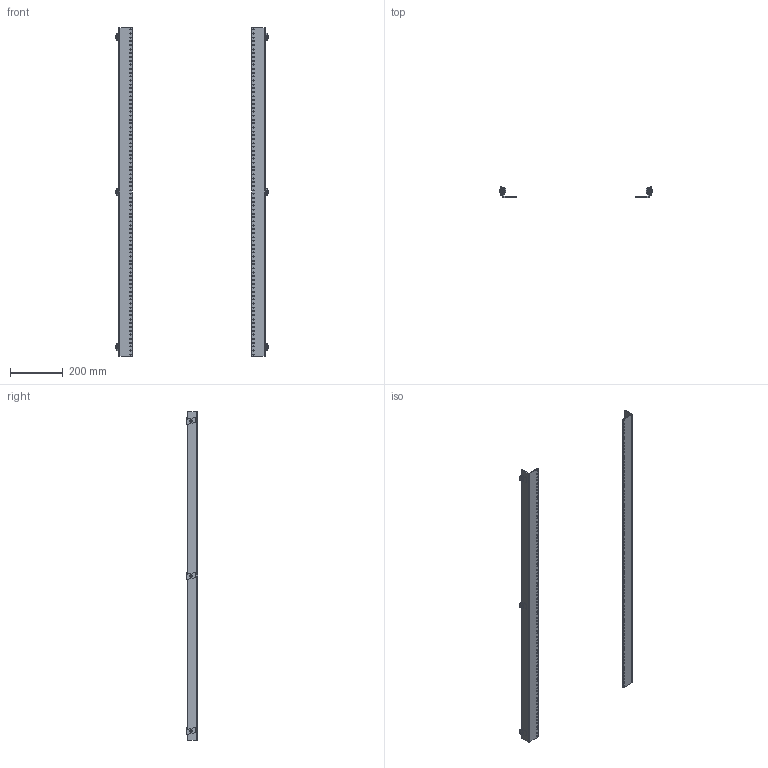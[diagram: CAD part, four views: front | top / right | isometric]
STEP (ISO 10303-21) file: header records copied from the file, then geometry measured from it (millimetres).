
FILE_DESCRIPTION (( 'STEP AP203' ), '1' );
FILE_NAME ('1418TFHP_Default.step', '2019-11-02T22:20:28', ( '' ), ( '' ), 'SwSTEP 2.0', 'SolidWorks 2019', '' );
FILE_SCHEMA (( 'CONFIG_CONTROL_DESIGN' ));
Length unit declared in the file: inch
Products named in the file (1): 1418TFHP_Default
Bounding box: 580.54 x 42.38 x 1244.6 mm (x, y, z)
Volume: 689295.4 mm3; surface area: 462647.5 mm2
Topology: 20 solids, 20 shells, 590 faces, 1584 edges, 1052 vertices
Faces by surface type: cylinder 400, plane 178, cone 12
Entity records: 19629 total; most frequent: DIRECTION 3578, CARTESIAN_POINT 3227, ORIENTED_EDGE 3168, EDGE_CURVE 1584, AXIS2_PLACEMENT_3D 1403, VERTEX_POINT 1052, EDGE_LOOP 980, CIRCLE 812
